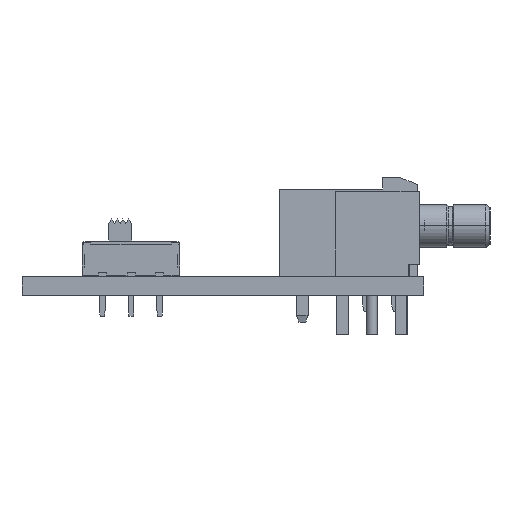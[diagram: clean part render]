
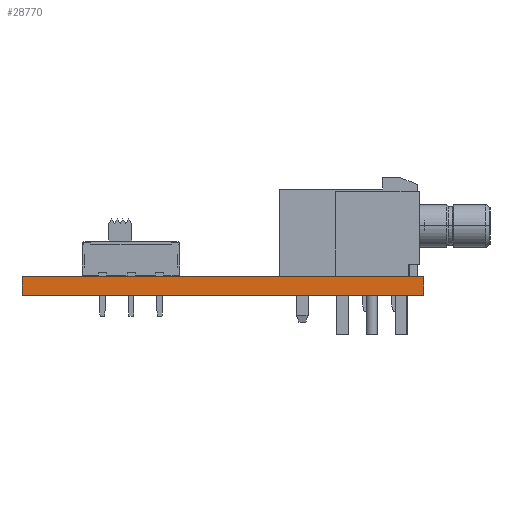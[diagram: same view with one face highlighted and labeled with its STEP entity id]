
A CAD part, left-side view. The second image highlights one B-rep face of the part: STEP entity #28770.
In plain terms, the highlighted planar face has unit normal (-1, 0, 0).
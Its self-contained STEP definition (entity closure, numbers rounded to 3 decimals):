
#28589 = PLANE('',#28590);
#28590 = AXIS2_PLACEMENT_3D('',#28591,#28592,#28593);
#28591 = CARTESIAN_POINT('',(230.,-115.,0.));
#28592 = DIRECTION('',(0.,-1.,0.));
#28593 = DIRECTION('',(-1.,0.,0.));
#28614 = VERTEX_POINT('',#28615);
#28615 = CARTESIAN_POINT('',(70.,-115.,1.6));
#28629 = PLANE('',#28630);
#28630 = AXIS2_PLACEMENT_3D('',#28631,#28632,#28633);
#28631 = CARTESIAN_POINT('',(150.,-97.5,1.6));
#28632 = DIRECTION('',(-0.,-0.,-1.));
#28633 = DIRECTION('',(-1.,0.,0.));
#28641 = EDGE_CURVE('',#28642,#28614,#28644,.T.);
#28642 = VERTEX_POINT('',#28643);
#28643 = CARTESIAN_POINT('',(70.,-115.,0.));
#28644 = SURFACE_CURVE('',#28645,(#28649,#28656),.PCURVE_S1.);
#28645 = LINE('',#28646,#28647);
#28646 = CARTESIAN_POINT('',(70.,-115.,0.));
#28647 = VECTOR('',#28648,1.);
#28648 = DIRECTION('',(0.,0.,1.));
#28649 = PCURVE('',#28589,#28650);
#28650 = DEFINITIONAL_REPRESENTATION('',(#28651),#28655);
#28651 = LINE('',#28652,#28653);
#28652 = CARTESIAN_POINT('',(160.,0.));
#28653 = VECTOR('',#28654,1.);
#28654 = DIRECTION('',(0.,-1.));
#28655 = ( GEOMETRIC_REPRESENTATION_CONTEXT(2) 
PARAMETRIC_REPRESENTATION_CONTEXT() REPRESENTATION_CONTEXT('2D SPACE',''
  ) );
#28656 = PCURVE('',#28657,#28662);
#28657 = PLANE('',#28658);
#28658 = AXIS2_PLACEMENT_3D('',#28659,#28660,#28661);
#28659 = CARTESIAN_POINT('',(70.,-115.,0.));
#28660 = DIRECTION('',(-1.,0.,0.));
#28661 = DIRECTION('',(0.,1.,0.));
#28662 = DEFINITIONAL_REPRESENTATION('',(#28663),#28667);
#28663 = LINE('',#28664,#28665);
#28664 = CARTESIAN_POINT('',(0.,0.));
#28665 = VECTOR('',#28666,1.);
#28666 = DIRECTION('',(0.,-1.));
#28667 = ( GEOMETRIC_REPRESENTATION_CONTEXT(2) 
PARAMETRIC_REPRESENTATION_CONTEXT() REPRESENTATION_CONTEXT('2D SPACE',''
  ) );
#28683 = PLANE('',#28684);
#28684 = AXIS2_PLACEMENT_3D('',#28685,#28686,#28687);
#28685 = CARTESIAN_POINT('',(150.,-97.5,0.));
#28686 = DIRECTION('',(-0.,-0.,-1.));
#28687 = DIRECTION('',(-1.,0.,0.));
#28716 = PLANE('',#28717);
#28717 = AXIS2_PLACEMENT_3D('',#28718,#28719,#28720);
#28718 = CARTESIAN_POINT('',(70.,-80.,0.));
#28719 = DIRECTION('',(0.,1.,0.));
#28720 = DIRECTION('',(1.,0.,0.));
#28770 = ADVANCED_FACE('',(#28771),#28657,.T.);
#28771 = FACE_BOUND('',#28772,.T.);
#28772 = EDGE_LOOP('',(#28773,#28774,#28797,#28820));
#28773 = ORIENTED_EDGE('',*,*,#28641,.T.);
#28774 = ORIENTED_EDGE('',*,*,#28775,.T.);
#28775 = EDGE_CURVE('',#28614,#28776,#28778,.T.);
#28776 = VERTEX_POINT('',#28777);
#28777 = CARTESIAN_POINT('',(70.,-80.,1.6));
#28778 = SURFACE_CURVE('',#28779,(#28783,#28790),.PCURVE_S1.);
#28779 = LINE('',#28780,#28781);
#28780 = CARTESIAN_POINT('',(70.,-115.,1.6));
#28781 = VECTOR('',#28782,1.);
#28782 = DIRECTION('',(0.,1.,0.));
#28783 = PCURVE('',#28657,#28784);
#28784 = DEFINITIONAL_REPRESENTATION('',(#28785),#28789);
#28785 = LINE('',#28786,#28787);
#28786 = CARTESIAN_POINT('',(0.,-1.6));
#28787 = VECTOR('',#28788,1.);
#28788 = DIRECTION('',(1.,0.));
#28789 = ( GEOMETRIC_REPRESENTATION_CONTEXT(2) 
PARAMETRIC_REPRESENTATION_CONTEXT() REPRESENTATION_CONTEXT('2D SPACE',''
  ) );
#28790 = PCURVE('',#28629,#28791);
#28791 = DEFINITIONAL_REPRESENTATION('',(#28792),#28796);
#28792 = LINE('',#28793,#28794);
#28793 = CARTESIAN_POINT('',(80.,-17.5));
#28794 = VECTOR('',#28795,1.);
#28795 = DIRECTION('',(0.,1.));
#28796 = ( GEOMETRIC_REPRESENTATION_CONTEXT(2) 
PARAMETRIC_REPRESENTATION_CONTEXT() REPRESENTATION_CONTEXT('2D SPACE',''
  ) );
#28797 = ORIENTED_EDGE('',*,*,#28798,.F.);
#28798 = EDGE_CURVE('',#28799,#28776,#28801,.T.);
#28799 = VERTEX_POINT('',#28800);
#28800 = CARTESIAN_POINT('',(70.,-80.,0.));
#28801 = SURFACE_CURVE('',#28802,(#28806,#28813),.PCURVE_S1.);
#28802 = LINE('',#28803,#28804);
#28803 = CARTESIAN_POINT('',(70.,-80.,0.));
#28804 = VECTOR('',#28805,1.);
#28805 = DIRECTION('',(0.,0.,1.));
#28806 = PCURVE('',#28657,#28807);
#28807 = DEFINITIONAL_REPRESENTATION('',(#28808),#28812);
#28808 = LINE('',#28809,#28810);
#28809 = CARTESIAN_POINT('',(35.,0.));
#28810 = VECTOR('',#28811,1.);
#28811 = DIRECTION('',(0.,-1.));
#28812 = ( GEOMETRIC_REPRESENTATION_CONTEXT(2) 
PARAMETRIC_REPRESENTATION_CONTEXT() REPRESENTATION_CONTEXT('2D SPACE',''
  ) );
#28813 = PCURVE('',#28716,#28814);
#28814 = DEFINITIONAL_REPRESENTATION('',(#28815),#28819);
#28815 = LINE('',#28816,#28817);
#28816 = CARTESIAN_POINT('',(0.,0.));
#28817 = VECTOR('',#28818,1.);
#28818 = DIRECTION('',(0.,-1.));
#28819 = ( GEOMETRIC_REPRESENTATION_CONTEXT(2) 
PARAMETRIC_REPRESENTATION_CONTEXT() REPRESENTATION_CONTEXT('2D SPACE',''
  ) );
#28820 = ORIENTED_EDGE('',*,*,#28821,.F.);
#28821 = EDGE_CURVE('',#28642,#28799,#28822,.T.);
#28822 = SURFACE_CURVE('',#28823,(#28827,#28834),.PCURVE_S1.);
#28823 = LINE('',#28824,#28825);
#28824 = CARTESIAN_POINT('',(70.,-115.,0.));
#28825 = VECTOR('',#28826,1.);
#28826 = DIRECTION('',(0.,1.,0.));
#28827 = PCURVE('',#28657,#28828);
#28828 = DEFINITIONAL_REPRESENTATION('',(#28829),#28833);
#28829 = LINE('',#28830,#28831);
#28830 = CARTESIAN_POINT('',(0.,0.));
#28831 = VECTOR('',#28832,1.);
#28832 = DIRECTION('',(1.,0.));
#28833 = ( GEOMETRIC_REPRESENTATION_CONTEXT(2) 
PARAMETRIC_REPRESENTATION_CONTEXT() REPRESENTATION_CONTEXT('2D SPACE',''
  ) );
#28834 = PCURVE('',#28683,#28835);
#28835 = DEFINITIONAL_REPRESENTATION('',(#28836),#28840);
#28836 = LINE('',#28837,#28838);
#28837 = CARTESIAN_POINT('',(80.,-17.5));
#28838 = VECTOR('',#28839,1.);
#28839 = DIRECTION('',(0.,1.));
#28840 = ( GEOMETRIC_REPRESENTATION_CONTEXT(2) 
PARAMETRIC_REPRESENTATION_CONTEXT() REPRESENTATION_CONTEXT('2D SPACE',''
  ) );
